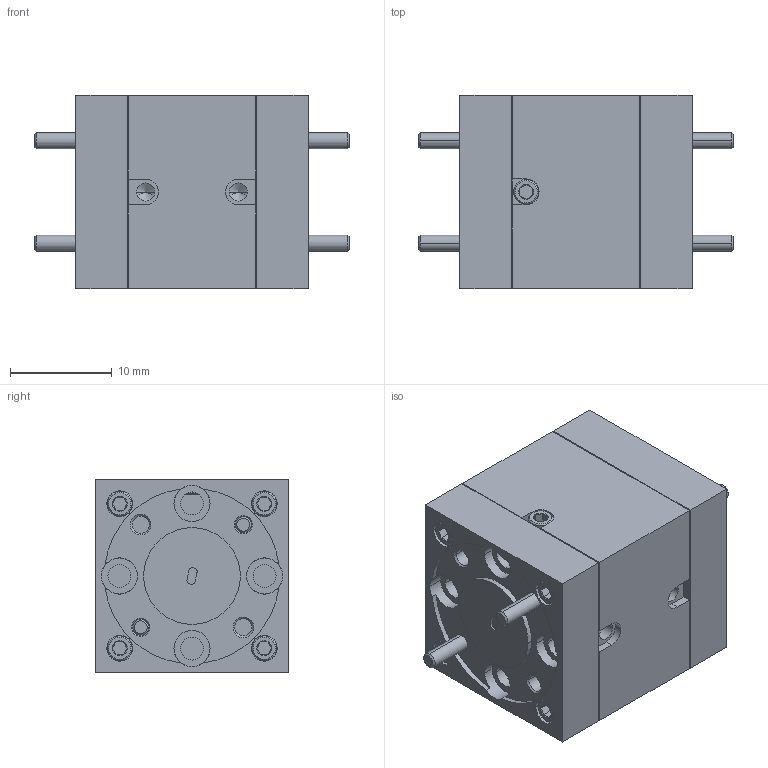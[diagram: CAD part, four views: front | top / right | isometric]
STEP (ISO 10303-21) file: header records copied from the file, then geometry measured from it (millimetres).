
FILE_DESCRIPTION (( 'STEP AP203' ), '1' );
FILE_NAME ('STF-06-91-C.STEP', '2019-11-04T20:11:16', ( '' ), ( '' ), 'SwSTEP 2.0', 'SolidWorks 2016', '' );
FILE_SCHEMA (( 'CONFIG_CONTROL_DESIGN' ));
Length unit declared in the file: inch
Products named in the file (1): STF-06-91-C
Bounding box: 30.99 x 19.05 x 19.05 mm (x, y, z)
Volume: 7725.8 mm3; surface area: 5310.7 mm2
Topology: 6 solids, 6 shells, 865 faces, 2237 edges, 1421 vertices
Faces by surface type: cylinder 553, cone 147, plane 147, bspline 18
Entity records: 39854 total; most frequent: CARTESIAN_POINT 20993, ORIENTED_EDGE 4446, DIRECTION 3481, EDGE_CURVE 2223, VERTEX_POINT 1421, AXIS2_PLACEMENT_3D 1325, EDGE_LOOP 960, FACE_OUTER_BOUND 865
